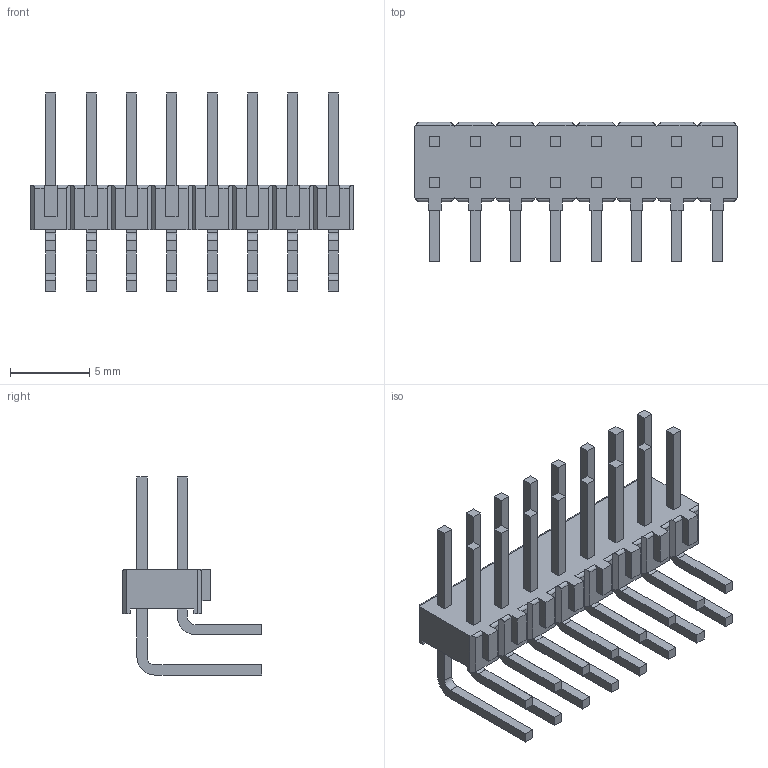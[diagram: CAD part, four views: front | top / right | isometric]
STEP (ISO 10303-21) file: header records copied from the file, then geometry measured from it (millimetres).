
FILE_DESCRIPTION(('STEP AP203'),'1');
FILE_NAME(' ',' ',('TraceParts'),('TraceParts S.A.'),'XStep 1.0',' ',' ');
FILE_SCHEMA(('CONFIG_CONTROL_DESIGN'));
Length unit declared in the file: millimetre
Products named in the file (1): 1
Bounding box: 20.32 x 8.75 x 12.46 mm (x, y, z)
Volume: 354.7 mm3; surface area: 956.9 mm2
Topology: 1 solids, 1 shells, 336 faces, 906 edges, 604 vertices
Faces by surface type: plane 280, cylinder 56
Entity records: 10530 total; most frequent: CARTESIAN_POINT 2007, ORIENTED_EDGE 1812, DIRECTION 1628, EDGE_CURVE 906, LINE 794, VECTOR 794, VERTEX_POINT 604, AXIS2_PLACEMENT_3D 417
